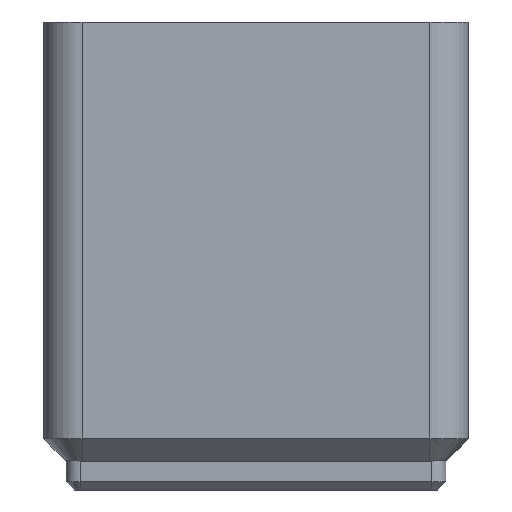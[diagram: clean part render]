
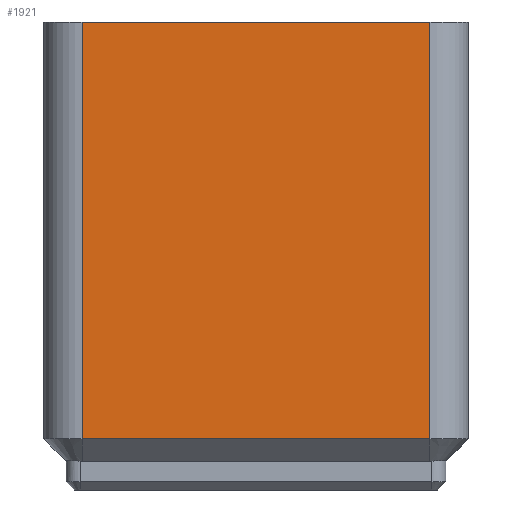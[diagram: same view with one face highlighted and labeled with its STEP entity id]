
A CAD part, front view. The second image highlights one B-rep face of the part: STEP entity #1921.
In plain terms, the highlighted planar face has unit normal (0, -1, 0).
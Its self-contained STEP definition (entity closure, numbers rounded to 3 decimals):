
#61 = ORIENTED_EDGE ( 'NONE', *, *, #171, .T. ) ;
#88 = DIRECTION ( 'NONE',  ( 0., 0., -1. ) ) ;
#140 = AXIS2_PLACEMENT_3D ( 'NONE', #4491, #577, #929 ) ;
#171 = EDGE_CURVE ( 'NONE', #3491, #1681, #581, .T. ) ;
#257 = VERTEX_POINT ( 'NONE', #1313 ) ;
#270 = EDGE_CURVE ( 'NONE', #4291, #257, #5822, .T. ) ;
#497 = ORIENTED_EDGE ( 'NONE', *, *, #270, .F. ) ;
#530 = CARTESIAN_POINT ( 'NONE',  ( -17., -20.75, 45.75 ) ) ;
#577 = DIRECTION ( 'NONE',  ( 0., 1., 0. ) ) ;
#581 = LINE ( 'NONE', #4562, #1387 ) ;
#609 = CARTESIAN_POINT ( 'NONE',  ( -17., -20.75, 45.75 ) ) ;
#929 = DIRECTION ( 'NONE',  ( -1., 0., 0. ) ) ;
#960 = EDGE_CURVE ( 'NONE', #3491, #4291, #5114, .T. ) ;
#1285 = DIRECTION ( 'NONE',  ( 0., 0., -1. ) ) ;
#1291 = EDGE_LOOP ( 'NONE', ( #6415, #497, #2628, #61 ) ) ;
#1313 = CARTESIAN_POINT ( 'NONE',  ( 17., -20.75, 5. ) ) ;
#1387 = VECTOR ( 'NONE', #88, 1000. ) ;
#1679 = VECTOR ( 'NONE', #1285, 1000. ) ;
#1681 = VERTEX_POINT ( 'NONE', #3782 ) ;
#1722 = CARTESIAN_POINT ( 'NONE',  ( 17., -20.75, 41.85 ) ) ;
#1921 = ADVANCED_FACE ( 'NONE', ( #6054 ), #4558, .F. ) ;
#2441 = LINE ( 'NONE', #5838, #3816 ) ;
#2628 = ORIENTED_EDGE ( 'NONE', *, *, #960, .F. ) ;
#3257 = VECTOR ( 'NONE', #5638, 1000. ) ;
#3362 = EDGE_CURVE ( 'NONE', #1681, #257, #2441, .T. ) ;
#3491 = VERTEX_POINT ( 'NONE', #530 ) ;
#3782 = CARTESIAN_POINT ( 'NONE',  ( -17., -20.75, 5. ) ) ;
#3816 = VECTOR ( 'NONE', #4860, 1000. ) ;
#4291 = VERTEX_POINT ( 'NONE', #6352 ) ;
#4491 = CARTESIAN_POINT ( 'NONE',  ( 17., -20.75, 41.85 ) ) ;
#4558 = PLANE ( 'NONE',  #140 ) ;
#4562 = CARTESIAN_POINT ( 'NONE',  ( -17., -20.75, 41.85 ) ) ;
#4860 = DIRECTION ( 'NONE',  ( 1., 0., 0. ) ) ;
#5114 = LINE ( 'NONE', #609, #3257 ) ;
#5638 = DIRECTION ( 'NONE',  ( 1., 0., 0. ) ) ;
#5822 = LINE ( 'NONE', #1722, #1679 ) ;
#5838 = CARTESIAN_POINT ( 'NONE',  ( -20.75, -20.75, 5. ) ) ;
#6054 = FACE_OUTER_BOUND ( 'NONE', #1291, .T. ) ;
#6352 = CARTESIAN_POINT ( 'NONE',  ( 17., -20.75, 45.75 ) ) ;
#6415 = ORIENTED_EDGE ( 'NONE', *, *, #3362, .T. ) ;
